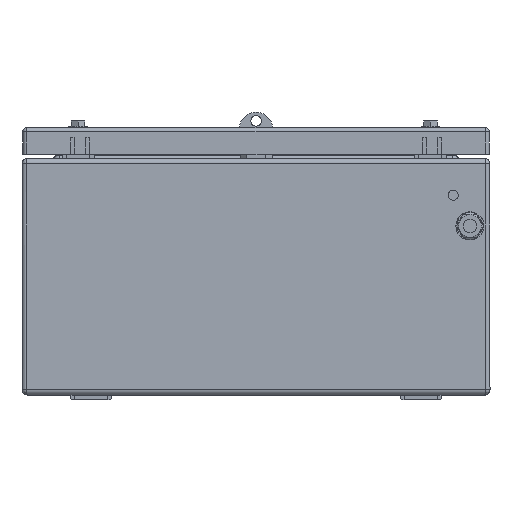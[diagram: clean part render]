
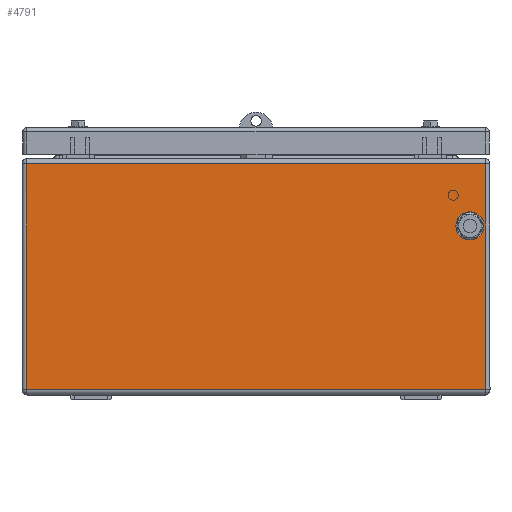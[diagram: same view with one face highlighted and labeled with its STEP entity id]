
A CAD part, left-side view. The second image highlights one B-rep face of the part: STEP entity #4791.
In plain terms, the highlighted planar face has unit normal (-1, 0, 0).
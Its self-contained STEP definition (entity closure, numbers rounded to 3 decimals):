
#4417=AXIS2_PLACEMENT_3D('Circle Axis2P3D',#4415,#4416,$) ;
#4467=AXIS2_PLACEMENT_3D('Circle Axis2P3D',#4465,#4466,$) ;
#4758=AXIS2_PLACEMENT_3D('Plane Axis2P3D',#4755,#4756,#4757) ;
#4145=CARTESIAN_POINT('Vertex',(25.5,3.,176.5)) ;
#4155=CARTESIAN_POINT('Vertex',(25.5,347.,176.5)) ;
#4158=CARTESIAN_POINT('Line Origine',(25.5,175.,176.5)) ;
#4412=CARTESIAN_POINT('Vertex',(25.5,9.85,134.96)) ;
#4415=CARTESIAN_POINT('Axis2P3D Location',(25.5,15.,130.)) ;
#4419=CARTESIAN_POINT('Vertex',(25.5,20.15,134.96)) ;
#4440=CARTESIAN_POINT('Line Origine',(25.5,20.15,130.)) ;
#4444=CARTESIAN_POINT('Vertex',(25.5,20.15,125.04)) ;
#4465=CARTESIAN_POINT('Axis2P3D Location',(25.5,15.,130.)) ;
#4469=CARTESIAN_POINT('Vertex',(25.5,9.85,125.04)) ;
#4490=CARTESIAN_POINT('Line Origine',(25.5,9.85,130.)) ;
#4755=CARTESIAN_POINT('Axis2P3D Location',(25.5,350.,180.5)) ;
#4760=CARTESIAN_POINT('Line Origine',(25.5,347.,92.)) ;
#4764=CARTESIAN_POINT('Vertex',(25.5,347.,7.5)) ;
#4767=CARTESIAN_POINT('Line Origine',(25.5,175.,7.5)) ;
#4771=CARTESIAN_POINT('Vertex',(25.5,3.,7.5)) ;
#4774=CARTESIAN_POINT('Line Origine',(25.5,3.,92.)) ;
#4159=DIRECTION('Vector Direction',(0.,-1.,0.)) ;
#4416=DIRECTION('Axis2P3D Direction',(-1.,0.,0.)) ;
#4441=DIRECTION('Vector Direction',(0.,0.,-1.)) ;
#4466=DIRECTION('Axis2P3D Direction',(-1.,0.,0.)) ;
#4491=DIRECTION('Vector Direction',(0.,0.,1.)) ;
#4756=DIRECTION('Axis2P3D Direction',(1.,0.,0.)) ;
#4757=DIRECTION('Axis2P3D XDirection',(0.,1.,0.)) ;
#4761=DIRECTION('Vector Direction',(0.,0.,-1.)) ;
#4768=DIRECTION('Vector Direction',(0.,-1.,0.)) ;
#4775=DIRECTION('Vector Direction',(0.,0.,1.)) ;
#4160=VECTOR('Line Direction',#4159,1.) ;
#4442=VECTOR('Line Direction',#4441,1.) ;
#4492=VECTOR('Line Direction',#4491,1.) ;
#4762=VECTOR('Line Direction',#4761,1.) ;
#4769=VECTOR('Line Direction',#4768,1.) ;
#4776=VECTOR('Line Direction',#4775,1.) ;
#4780=ORIENTED_EDGE('',*,*,#4766,.T.) ;
#4781=ORIENTED_EDGE('',*,*,#4773,.T.) ;
#4782=ORIENTED_EDGE('',*,*,#4778,.T.) ;
#4783=ORIENTED_EDGE('',*,*,#4162,.T.) ;
#4786=ORIENTED_EDGE('',*,*,#4446,.F.) ;
#4787=ORIENTED_EDGE('',*,*,#4421,.F.) ;
#4788=ORIENTED_EDGE('',*,*,#4494,.F.) ;
#4789=ORIENTED_EDGE('',*,*,#4471,.F.) ;
#4790=FACE_BOUND('',#4785,.T.) ;
#4791=ADVANCED_FACE('40797_ASM_GH_KTB_MH_XXXxXXXxXXX_YGP_S3D-1/GH-1-solid1',(#4784,#4790),#4759,.F.) ;
#4418=CIRCLE('generated circle',#4417,7.15) ;
#4468=CIRCLE('generated circle',#4467,7.15) ;
#4162=EDGE_CURVE('',#4146,#4156,#4161,.F.) ;
#4421=EDGE_CURVE('',#4413,#4420,#4418,.T.) ;
#4446=EDGE_CURVE('',#4420,#4445,#4443,.T.) ;
#4471=EDGE_CURVE('',#4445,#4470,#4468,.T.) ;
#4494=EDGE_CURVE('',#4470,#4413,#4493,.T.) ;
#4766=EDGE_CURVE('',#4156,#4765,#4763,.T.) ;
#4773=EDGE_CURVE('',#4765,#4772,#4770,.T.) ;
#4778=EDGE_CURVE('',#4772,#4146,#4777,.T.) ;
#4779=EDGE_LOOP('',(#4780,#4781,#4782,#4783)) ;
#4785=EDGE_LOOP('',(#4786,#4787,#4788,#4789)) ;
#4784=FACE_OUTER_BOUND('',#4779,.T.) ;
#4161=LINE('Line',#4158,#4160) ;
#4443=LINE('Line',#4440,#4442) ;
#4493=LINE('Line',#4490,#4492) ;
#4763=LINE('Line',#4760,#4762) ;
#4770=LINE('Line',#4767,#4769) ;
#4777=LINE('Line',#4774,#4776) ;
#4759=PLANE('',#4758) ;
#4146=VERTEX_POINT('',#4145) ;
#4156=VERTEX_POINT('',#4155) ;
#4413=VERTEX_POINT('',#4412) ;
#4420=VERTEX_POINT('',#4419) ;
#4445=VERTEX_POINT('',#4444) ;
#4470=VERTEX_POINT('',#4469) ;
#4765=VERTEX_POINT('',#4764) ;
#4772=VERTEX_POINT('',#4771) ;
